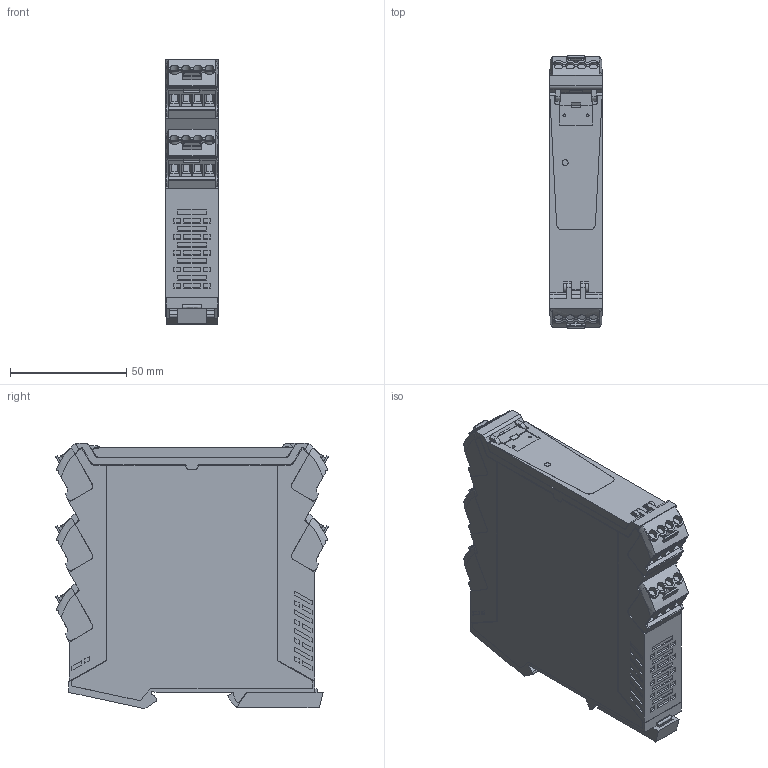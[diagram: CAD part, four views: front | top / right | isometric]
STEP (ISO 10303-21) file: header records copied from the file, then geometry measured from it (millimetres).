
FILE_DESCRIPTION(('CATIA V5 STEP Exchange','CAx-IF Rec.Pracs.--- Model Styling and Organization---1.5--- 2016-08-15','CAx-IF Rec.Pracs.---Supplemental Geometry---1.0---2011-11-01','CAx-IF Rec.Pracs.--- Composite Materials ---1.1---2010-07-15'),'2;1');
FILE_NAME ('D1635848_0', '2024-11-22T07:47:14+00:00', ('none'), ('Weidmueller'), 'CATIA Version 5-6 Release 2022 SP4 HF5', 'CATIA V5 STEP AP214 v3', 'none');
FILE_SCHEMA(('AUTOMOTIVE_DESIGN { 1 0 10303 214 1 1 1 1 }'));
Products named in the file (1): S3D_ACT20C_8AI_MRTU_DC_S
Bounding box: 22.5 x 117.21 x 114.02 mm (x, y, z)
Volume: 256078.9 mm3; surface area: 50162.9 mm2
Topology: 2 solids, 2 shells, 1705 faces, 5028 edges, 3403 vertices
Faces by surface type: plane 1258, cylinder 370, extrusion 43, revolution 20, bspline 10, sphere 4
Entity records: 56831 total; most frequent: CARTESIAN_POINT 13379, ORIENTED_EDGE 10052, DIRECTION 6354, EDGE_CURVE 5026, VECTOR 3781, LINE 3738, VERTEX_POINT 3403, EDGE_LOOP 1809
